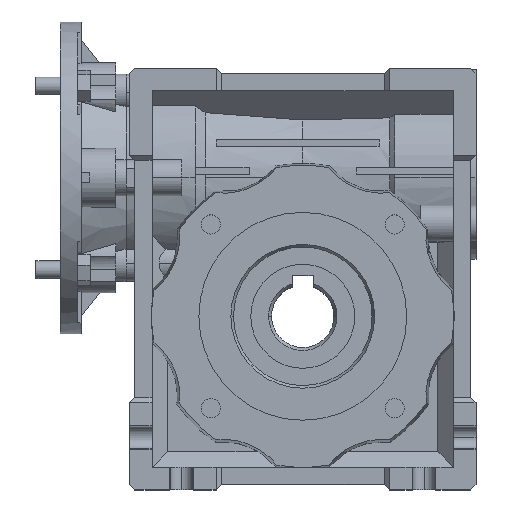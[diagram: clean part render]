
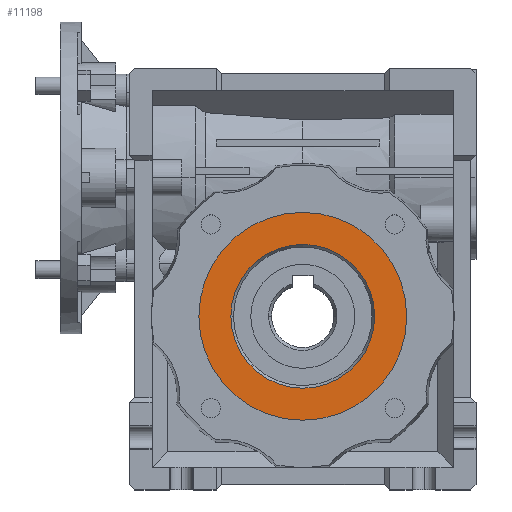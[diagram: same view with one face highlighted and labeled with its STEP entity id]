
A CAD part, top view. The second image highlights one B-rep face of the part: STEP entity #11198.
In plain terms, the highlighted planar face has unit normal (0, 0, 1).
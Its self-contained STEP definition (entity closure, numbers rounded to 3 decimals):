
#1320 = EDGE_LOOP ( 'NONE', ( #25415, #15860 ) ) ;
#2811 = CIRCLE ( 'NONE', #24427, 30. ) ;
#5017 = EDGE_LOOP ( 'NONE', ( #29353, #11553 ) ) ;
#5231 = VERTEX_POINT ( 'NONE', #27095 ) ;
#5481 = DIRECTION ( 'NONE',  ( 0., 0., -1. ) ) ;
#5487 = DIRECTION ( 'NONE',  ( 0., 0., 1. ) ) ;
#7557 = AXIS2_PLACEMENT_3D ( 'NONE', #12188, #28763, #14576 ) ;
#8122 = PLANE ( 'NONE',  #8977 ) ;
#8635 = FACE_OUTER_BOUND ( 'NONE', #1320, .T. ) ;
#8977 = AXIS2_PLACEMENT_3D ( 'NONE', #24649, #29436, #15249 ) ;
#9048 = CIRCLE ( 'NONE', #7557, 30. ) ;
#10458 = EDGE_CURVE ( 'NONE', #13848, #22709, #9048, .T. ) ;
#11198 = ADVANCED_FACE ( 'NONE', ( #8635, #14894 ), #8122, .T. ) ;
#11553 = ORIENTED_EDGE ( 'NONE', *, *, #26578, .T. ) ;
#11622 = CARTESIAN_POINT ( 'NONE',  ( 51., -40., 39. ) ) ;
#12188 = CARTESIAN_POINT ( 'NONE',  ( 51., -40., 39. ) ) ;
#12848 = EDGE_CURVE ( 'NONE', #22709, #13848, #2811, .T. ) ;
#13848 = VERTEX_POINT ( 'NONE', #22600 ) ;
#13992 = DIRECTION ( 'NONE',  ( 1., 0., 0. ) ) ;
#14576 = DIRECTION ( 'NONE',  ( 1., 0., 0. ) ) ;
#14894 = FACE_BOUND ( 'NONE', #5017, .T. ) ;
#15249 = DIRECTION ( 'NONE',  ( 1., 0., 0. ) ) ;
#15860 = ORIENTED_EDGE ( 'NONE', *, *, #10458, .T. ) ;
#18315 = CIRCLE ( 'NONE', #29172, 20.75 ) ;
#18864 = AXIS2_PLACEMENT_3D ( 'NONE', #11622, #28183, #13992 ) ;
#19610 = CARTESIAN_POINT ( 'NONE',  ( 51., -40., 39. ) ) ;
#19619 = CARTESIAN_POINT ( 'NONE',  ( 51., -40., 39. ) ) ;
#22002 = DIRECTION ( 'NONE',  ( 1., 0., 0. ) ) ;
#22012 = DIRECTION ( 'NONE',  ( 1., 0., 0. ) ) ;
#22600 = CARTESIAN_POINT ( 'NONE',  ( 21., -40., 39. ) ) ;
#22709 = VERTEX_POINT ( 'NONE', #24947 ) ;
#24154 = CIRCLE ( 'NONE', #18864, 20.75 ) ;
#24427 = AXIS2_PLACEMENT_3D ( 'NONE', #19619, #5487, #22012 ) ;
#24454 = VERTEX_POINT ( 'NONE', #27348 ) ;
#24649 = CARTESIAN_POINT ( 'NONE',  ( 78.716, -51.481, 39. ) ) ;
#24947 = CARTESIAN_POINT ( 'NONE',  ( 81., -40., 39. ) ) ;
#25415 = ORIENTED_EDGE ( 'NONE', *, *, #12848, .T. ) ;
#25760 = EDGE_CURVE ( 'NONE', #24454, #5231, #18315, .T. ) ;
#26578 = EDGE_CURVE ( 'NONE', #5231, #24454, #24154, .T. ) ;
#27095 = CARTESIAN_POINT ( 'NONE',  ( 30.25, -40., 39. ) ) ;
#27348 = CARTESIAN_POINT ( 'NONE',  ( 71.75, -40., 39. ) ) ;
#28183 = DIRECTION ( 'NONE',  ( 0., 0., -1. ) ) ;
#28763 = DIRECTION ( 'NONE',  ( 0., 0., 1. ) ) ;
#29172 = AXIS2_PLACEMENT_3D ( 'NONE', #19610, #5481, #22002 ) ;
#29353 = ORIENTED_EDGE ( 'NONE', *, *, #25760, .T. ) ;
#29436 = DIRECTION ( 'NONE',  ( 0., 0., 1. ) ) ;
